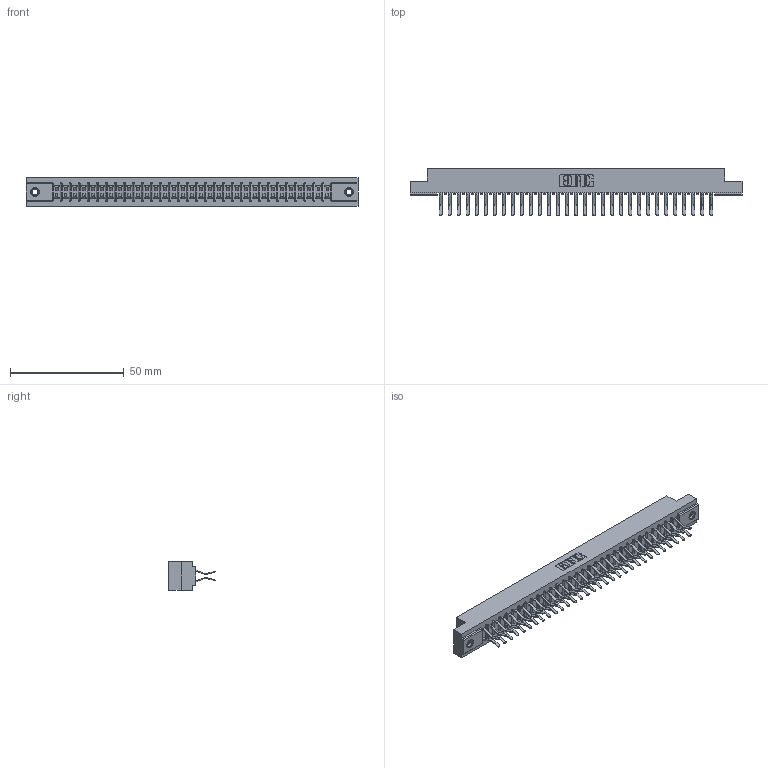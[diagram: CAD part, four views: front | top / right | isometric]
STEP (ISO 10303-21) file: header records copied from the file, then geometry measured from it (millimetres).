
FILE_DESCRIPTION (( 'STEP AP203' ), '1' );
FILE_NAME ('307-062-560-207.STEP', '2019-09-06T16:28:56', ( '' ), ( '' ), 'SwSTEP 2.0', 'SolidWorks 2016', '' );
FILE_SCHEMA (( 'CONFIG_CONTROL_DESIGN' ));
Length unit declared in the file: inch
Products named in the file (4): 307-290-001_560; 307 Part_.156 Dia Mounting Holes; 307-062-560-207; 345-250-001_345-250-005-103
Assembly tree (65 placements, depth 2):
  307-062-560-207
    307 Part_.156 Dia Mounting Holes
    307-290-001_560  x62
    345-250-001_345-250-005-103  x2
Bounding box: 145.85 x 20.73 x 12.7 mm (x, y, z)
Volume: 15494.9 mm3; surface area: 19186.2 mm2
Topology: 65 solids, 65 shells, 3310 faces, 9263 edges, 5998 vertices
Faces by surface type: plane 2148, cylinder 1082, sphere 64, cone 12, torus 4
Entity records: 30213 total; most frequent: CARTESIAN_POINT 4930, ORIENTED_EDGE 4878, DIRECTION 4843, EDGE_CURVE 2439, VECTOR 1865, LINE 1865, VERTEX_POINT 1576, AXIS2_PLACEMENT_3D 1489
